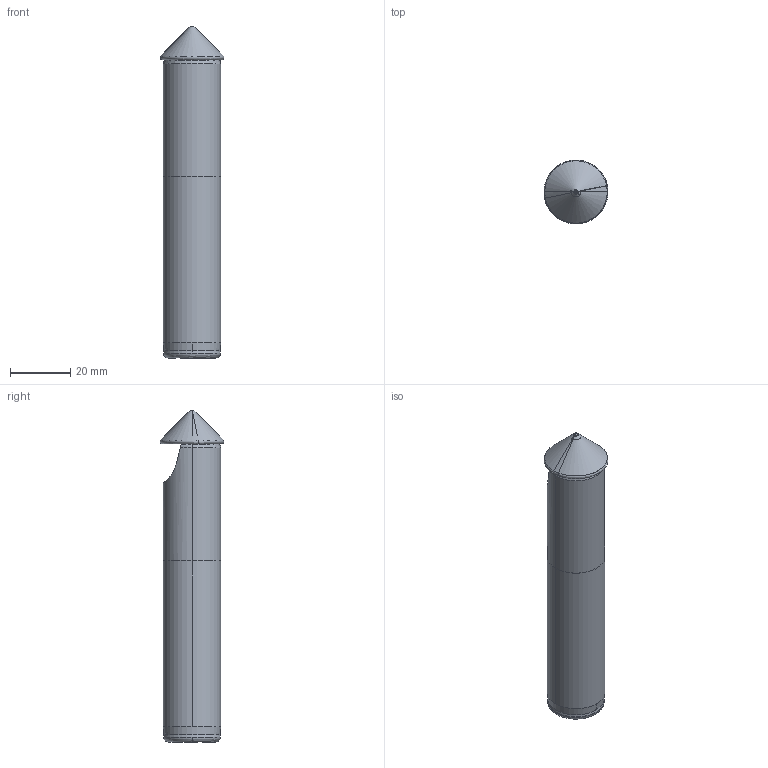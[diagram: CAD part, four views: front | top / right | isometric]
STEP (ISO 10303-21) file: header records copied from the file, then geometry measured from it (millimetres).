
FILE_DESCRIPTION (( 'STEP AP214' ), '1' );
FILE_NAME ('01-0159.STEP', '2025-03-24T20:38:29', ( '' ), ( '' ), 'SwSTEP 2.0', 'SolidWorks 2023', '' );
FILE_SCHEMA (( 'AUTOMOTIVE_DESIGN' ));
Length unit declared in the file: inch
Products named in the file (1): 01-0159
Bounding box: 21.2 x 21.2 x 110 mm (x, y, z)
Volume: 31583.6 mm3; surface area: 9507.6 mm2
Topology: 8 solids, 8 shells, 204 faces, 515 edges, 320 vertices
Faces by surface type: plane 78, cone 47, cylinder 42, bspline 26, torus 11
Entity records: 9477 total; most frequent: CARTESIAN_POINT 2106, ORIENTED_EDGE 1008, DIRECTION 918, EDGE_CURVE 504, AXIS2_PLACEMENT_3D 356, VERTEX_POINT 319, LENGTH_MEASURE_WITH_UNIT 213, UNCERTAINTY_MEASURE_WITH_UNIT 213
